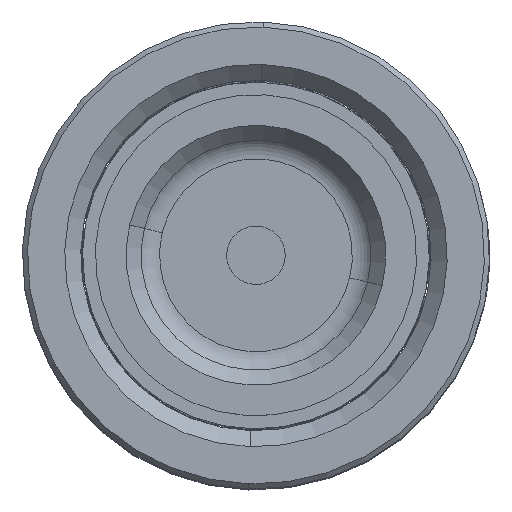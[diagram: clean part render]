
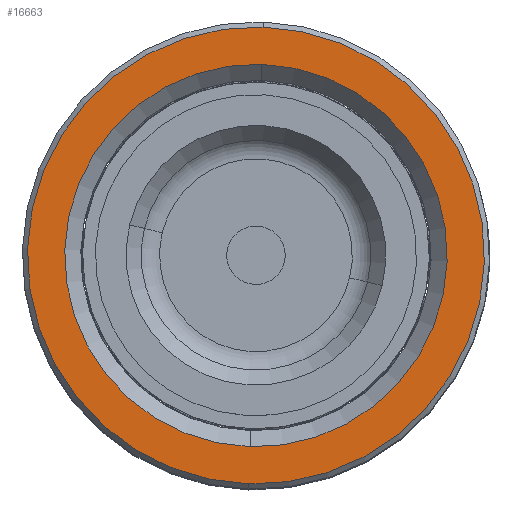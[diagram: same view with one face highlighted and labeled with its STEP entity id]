
A CAD part, top view. The second image highlights one B-rep face of the part: STEP entity #16663.
In plain terms, the highlighted planar face has unit normal (0, 0, 1).
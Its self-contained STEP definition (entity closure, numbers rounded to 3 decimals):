
#737 = EDGE_LOOP ( 'NONE', ( #24012, #5234 ) ) ;
#1940 = EDGE_CURVE ( 'NONE', #8650, #22473, #34131, .T. ) ;
#2890 = VERTEX_POINT ( 'NONE', #3638 ) ;
#3563 = CIRCLE ( 'NONE', #12773, 31.3 ) ;
#3638 = CARTESIAN_POINT ( 'NONE',  ( 31.3, 0., 80. ) ) ;
#4516 = CIRCLE ( 'NONE', #24532, 26.2 ) ;
#5082 = FACE_BOUND ( 'NONE', #737, .T. ) ;
#5234 = ORIENTED_EDGE ( 'NONE', *, *, #1940, .T. ) ;
#5314 = ORIENTED_EDGE ( 'NONE', *, *, #32179, .T. ) ;
#6532 = ORIENTED_EDGE ( 'NONE', *, *, #32412, .T. ) ;
#7486 = DIRECTION ( 'NONE',  ( 0., 0., 1. ) ) ;
#8067 = CARTESIAN_POINT ( 'NONE',  ( -26.2, 0., 80. ) ) ;
#8650 = VERTEX_POINT ( 'NONE', #8067 ) ;
#10136 = CARTESIAN_POINT ( 'NONE',  ( 0., 0., 80. ) ) ;
#11030 = CARTESIAN_POINT ( 'NONE',  ( 0., 0., 80. ) ) ;
#12172 = CIRCLE ( 'NONE', #29181, 31.3 ) ;
#12561 = CARTESIAN_POINT ( 'NONE',  ( 0., 0., 80. ) ) ;
#12773 = AXIS2_PLACEMENT_3D ( 'NONE', #37783, #7486, #31918 ) ;
#15881 = CARTESIAN_POINT ( 'NONE',  ( 26.2, 0., 80. ) ) ;
#16088 = DIRECTION ( 'NONE',  ( 0., 0., -1. ) ) ;
#16663 = ADVANCED_FACE ( 'NONE', ( #39361, #5082 ), #32539, .T. ) ;
#17537 = DIRECTION ( 'NONE',  ( 0., 0., 1. ) ) ;
#17667 = VERTEX_POINT ( 'NONE', #31546 ) ;
#21054 = DIRECTION ( 'NONE',  ( 1., 0., 0. ) ) ;
#22278 = EDGE_LOOP ( 'NONE', ( #6532, #5314 ) ) ;
#22473 = VERTEX_POINT ( 'NONE', #15881 ) ;
#24012 = ORIENTED_EDGE ( 'NONE', *, *, #33875, .T. ) ;
#24408 = CARTESIAN_POINT ( 'NONE',  ( 0., 0., 80. ) ) ;
#24532 = AXIS2_PLACEMENT_3D ( 'NONE', #24408, #36721, #21054 ) ;
#26951 = AXIS2_PLACEMENT_3D ( 'NONE', #11030, #17537, #38795 ) ;
#29181 = AXIS2_PLACEMENT_3D ( 'NONE', #12561, #36867, #30874 ) ;
#30874 = DIRECTION ( 'NONE',  ( 1., 0., 0. ) ) ;
#31484 = DIRECTION ( 'NONE',  ( 1., 0., 0. ) ) ;
#31546 = CARTESIAN_POINT ( 'NONE',  ( -31.3, 0., 80. ) ) ;
#31918 = DIRECTION ( 'NONE',  ( 1., 0., 0. ) ) ;
#32179 = EDGE_CURVE ( 'NONE', #2890, #17667, #12172, .T. ) ;
#32412 = EDGE_CURVE ( 'NONE', #17667, #2890, #3563, .T. ) ;
#32533 = AXIS2_PLACEMENT_3D ( 'NONE', #10136, #16088, #31484 ) ;
#32539 = PLANE ( 'NONE',  #26951 ) ;
#33875 = EDGE_CURVE ( 'NONE', #22473, #8650, #4516, .T. ) ;
#34131 = CIRCLE ( 'NONE', #32533, 26.2 ) ;
#36721 = DIRECTION ( 'NONE',  ( 0., 0., -1. ) ) ;
#36867 = DIRECTION ( 'NONE',  ( 0., 0., 1. ) ) ;
#37783 = CARTESIAN_POINT ( 'NONE',  ( 0., 0., 80. ) ) ;
#38795 = DIRECTION ( 'NONE',  ( 1., 0., 0. ) ) ;
#39361 = FACE_OUTER_BOUND ( 'NONE', #22278, .T. ) ;
